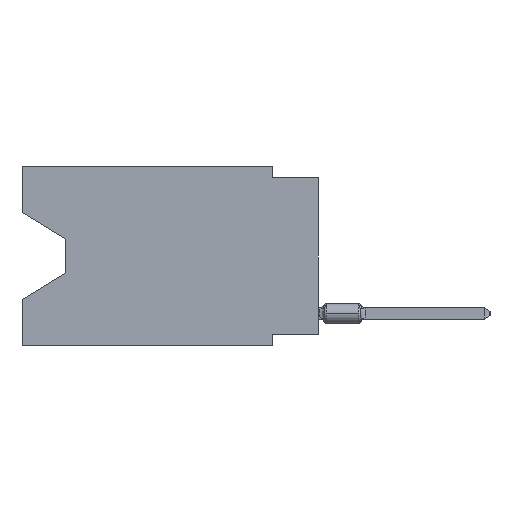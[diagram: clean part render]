
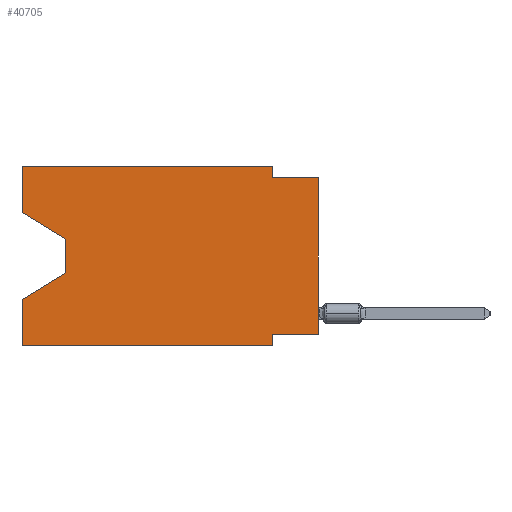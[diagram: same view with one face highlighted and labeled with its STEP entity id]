
A CAD part, left-side view. The second image highlights one B-rep face of the part: STEP entity #40705.
In plain terms, the highlighted planar face has unit normal (-1, 0, 0).
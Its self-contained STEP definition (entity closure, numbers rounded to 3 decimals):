
#631 = EDGE_CURVE ( 'NONE', #37704, #53318, #50181, .T. ) ;
#1120 = VECTOR ( 'NONE', #57223, 1000. ) ;
#1531 = DIRECTION ( 'NONE',  ( 0., -1., 0. ) ) ;
#1768 = VERTEX_POINT ( 'NONE', #6545 ) ;
#2703 = LINE ( 'NONE', #39933, #5349 ) ;
#3816 = VECTOR ( 'NONE', #6347, 1000. ) ;
#3901 = CARTESIAN_POINT ( 'NONE',  ( 0., 16.383, -9.906 ) ) ;
#4386 = ORIENTED_EDGE ( 'NONE', *, *, #32351, .T. ) ;
#4796 = PLANE ( 'NONE',  #38757 ) ;
#5215 = VECTOR ( 'NONE', #41984, 1000. ) ;
#5349 = VECTOR ( 'NONE', #57652, 1000. ) ;
#5392 = LINE ( 'NONE', #26970, #5215 ) ;
#5769 = VECTOR ( 'NONE', #1531, 1000. ) ;
#6347 = DIRECTION ( 'NONE',  ( 0., -0.855, -0.519 ) ) ;
#6545 = CARTESIAN_POINT ( 'NONE',  ( 0., 16.383, -2.546 ) ) ;
#6883 = ORIENTED_EDGE ( 'NONE', *, *, #53523, .F. ) ;
#7235 = LINE ( 'NONE', #25260, #3816 ) ;
#9605 = CARTESIAN_POINT ( 'NONE',  ( 0., 16.383, 0. ) ) ;
#10142 = VERTEX_POINT ( 'NONE', #50309 ) ;
#10286 = VERTEX_POINT ( 'NONE', #56577 ) ;
#10549 = DIRECTION ( 'NONE',  ( 0., 0.855, -0.519 ) ) ;
#11905 = VECTOR ( 'NONE', #49506, 1000. ) ;
#13408 = VERTEX_POINT ( 'NONE', #36126 ) ;
#15665 = CARTESIAN_POINT ( 'NONE',  ( 0., 0., -0.635 ) ) ;
#16901 = EDGE_LOOP ( 'NONE', ( #21532, #58290, #20151, #36579, #45484, #21295, #40454, #4386, #34174, #20904, #6883, #52817 ) ) ;
#18152 = CARTESIAN_POINT ( 'NONE',  ( 0., 0., 0. ) ) ;
#18240 = DIRECTION ( 'NONE',  ( 0., 0., -1. ) ) ;
#18591 = EDGE_CURVE ( 'NONE', #40133, #37704, #34716, .T. ) ;
#19508 = CARTESIAN_POINT ( 'NONE',  ( 0., 13.97, -5.893 ) ) ;
#20138 = CARTESIAN_POINT ( 'NONE',  ( 0., 13.97, -5.893 ) ) ;
#20151 = ORIENTED_EDGE ( 'NONE', *, *, #631, .T. ) ;
#20904 = ORIENTED_EDGE ( 'NONE', *, *, #55033, .F. ) ;
#21295 = ORIENTED_EDGE ( 'NONE', *, *, #53854, .F. ) ;
#21532 = ORIENTED_EDGE ( 'NONE', *, *, #27805, .T. ) ;
#23116 = CARTESIAN_POINT ( 'NONE',  ( 0., 16.383, 0. ) ) ;
#23548 = LINE ( 'NONE', #18152, #47864 ) ;
#24541 = CARTESIAN_POINT ( 'NONE',  ( 0., 13.97, -4.013 ) ) ;
#24874 = CARTESIAN_POINT ( 'NONE',  ( 0., 16.383, 0. ) ) ;
#25260 = CARTESIAN_POINT ( 'NONE',  ( 0., 16.383, -2.546 ) ) ;
#25357 = VECTOR ( 'NONE', #56391, 1000. ) ;
#26970 = CARTESIAN_POINT ( 'NONE',  ( 0., 16.383, 0. ) ) ;
#27204 = VERTEX_POINT ( 'NONE', #27463 ) ;
#27463 = CARTESIAN_POINT ( 'NONE',  ( 0., 2.54, -0.635 ) ) ;
#27805 = EDGE_CURVE ( 'NONE', #1768, #40133, #7235, .T. ) ;
#27877 = EDGE_CURVE ( 'NONE', #27204, #42669, #47174, .T. ) ;
#30009 = CARTESIAN_POINT ( 'NONE',  ( 0., 0., -9.271 ) ) ;
#30078 = VECTOR ( 'NONE', #48961, 1000. ) ;
#30665 = LINE ( 'NONE', #52569, #30078 ) ;
#30794 = VECTOR ( 'NONE', #52790, 1000. ) ;
#31691 = CARTESIAN_POINT ( 'NONE',  ( 0., 0., -0.635 ) ) ;
#32341 = LINE ( 'NONE', #41341, #33085 ) ;
#32351 = EDGE_CURVE ( 'NONE', #10142, #42669, #23548, .T. ) ;
#33085 = VECTOR ( 'NONE', #18240, 1000. ) ;
#33586 = LINE ( 'NONE', #24874, #25357 ) ;
#34174 = ORIENTED_EDGE ( 'NONE', *, *, #27877, .F. ) ;
#34716 = LINE ( 'NONE', #24541, #1120 ) ;
#35111 = CARTESIAN_POINT ( 'NONE',  ( 0., 16.383, -7.36 ) ) ;
#35502 = EDGE_CURVE ( 'NONE', #10142, #13408, #44385, .T. ) ;
#36126 = CARTESIAN_POINT ( 'NONE',  ( 0., 2.54, -9.271 ) ) ;
#36579 = ORIENTED_EDGE ( 'NONE', *, *, #40670, .F. ) ;
#36916 = FACE_OUTER_BOUND ( 'NONE', #16901, .T. ) ;
#37704 = VERTEX_POINT ( 'NONE', #19508 ) ;
#38091 = DIRECTION ( 'NONE',  ( 0., 0., -1. ) ) ;
#38169 = VERTEX_POINT ( 'NONE', #52096 ) ;
#38172 = CARTESIAN_POINT ( 'NONE',  ( 0., 13.97, -4.013 ) ) ;
#38757 = AXIS2_PLACEMENT_3D ( 'NONE', #23116, #55200, #38091 ) ;
#39933 = CARTESIAN_POINT ( 'NONE',  ( 0., 2.54, 0. ) ) ;
#40133 = VERTEX_POINT ( 'NONE', #38172 ) ;
#40211 = LINE ( 'NONE', #3901, #11905 ) ;
#40454 = ORIENTED_EDGE ( 'NONE', *, *, #35502, .F. ) ;
#40563 = EDGE_CURVE ( 'NONE', #10286, #49373, #40211, .T. ) ;
#40670 = EDGE_CURVE ( 'NONE', #10286, #53318, #5392, .T. ) ;
#40705 = ADVANCED_FACE ( 'NONE', ( #36916 ), #4796, .F. ) ;
#41341 = CARTESIAN_POINT ( 'NONE',  ( 0., 2.54, -9.906 ) ) ;
#41843 = DIRECTION ( 'NONE',  ( 0., 0., 1. ) ) ;
#41984 = DIRECTION ( 'NONE',  ( 0., 0., 1. ) ) ;
#42669 = VERTEX_POINT ( 'NONE', #31691 ) ;
#44385 = LINE ( 'NONE', #30009, #30794 ) ;
#45484 = ORIENTED_EDGE ( 'NONE', *, *, #40563, .T. ) ;
#45829 = VECTOR ( 'NONE', #10549, 1000. ) ;
#47174 = LINE ( 'NONE', #15665, #5769 ) ;
#47864 = VECTOR ( 'NONE', #41843, 1000. ) ;
#48961 = DIRECTION ( 'NONE',  ( 0., 0., 1. ) ) ;
#49373 = VERTEX_POINT ( 'NONE', #59236 ) ;
#49506 = DIRECTION ( 'NONE',  ( 0., -1., 0. ) ) ;
#50181 = LINE ( 'NONE', #20138, #45829 ) ;
#50309 = CARTESIAN_POINT ( 'NONE',  ( 0., 0., -9.271 ) ) ;
#50783 = EDGE_CURVE ( 'NONE', #1768, #52234, #30665, .T. ) ;
#52096 = CARTESIAN_POINT ( 'NONE',  ( 0., 2.54, 0. ) ) ;
#52234 = VERTEX_POINT ( 'NONE', #9605 ) ;
#52569 = CARTESIAN_POINT ( 'NONE',  ( 0., 16.383, 0. ) ) ;
#52790 = DIRECTION ( 'NONE',  ( 0., 1., 0. ) ) ;
#52817 = ORIENTED_EDGE ( 'NONE', *, *, #50783, .F. ) ;
#53318 = VERTEX_POINT ( 'NONE', #35111 ) ;
#53523 = EDGE_CURVE ( 'NONE', #52234, #38169, #33586, .T. ) ;
#53854 = EDGE_CURVE ( 'NONE', #13408, #49373, #32341, .T. ) ;
#55033 = EDGE_CURVE ( 'NONE', #38169, #27204, #2703, .T. ) ;
#55200 = DIRECTION ( 'NONE',  ( 1., 0., 0. ) ) ;
#56391 = DIRECTION ( 'NONE',  ( 0., -1., 0. ) ) ;
#56577 = CARTESIAN_POINT ( 'NONE',  ( 0., 16.383, -9.906 ) ) ;
#57223 = DIRECTION ( 'NONE',  ( 0., 0., -1. ) ) ;
#57652 = DIRECTION ( 'NONE',  ( 0., 0., -1. ) ) ;
#58290 = ORIENTED_EDGE ( 'NONE', *, *, #18591, .T. ) ;
#59236 = CARTESIAN_POINT ( 'NONE',  ( 0., 2.54, -9.906 ) ) ;
